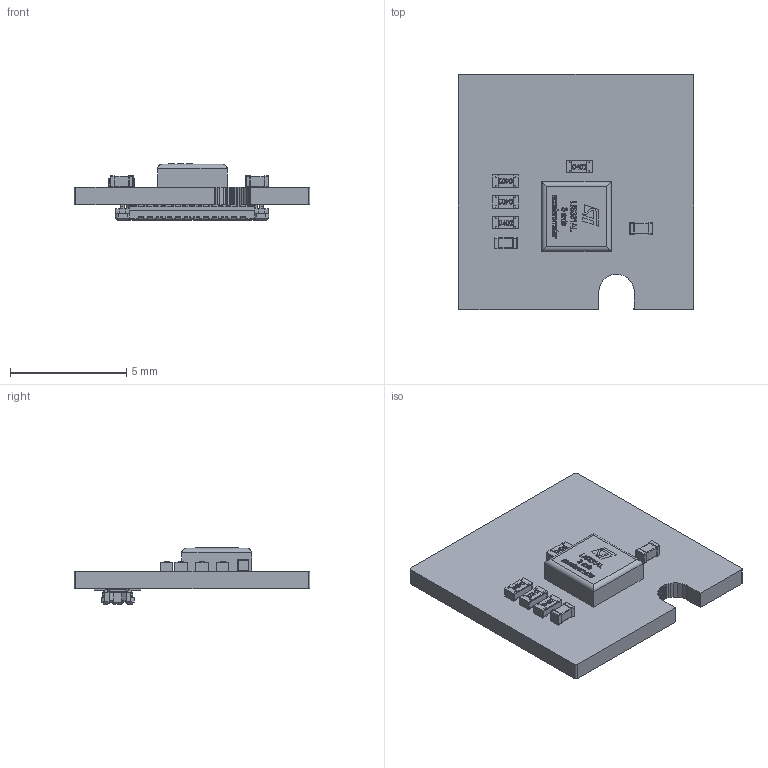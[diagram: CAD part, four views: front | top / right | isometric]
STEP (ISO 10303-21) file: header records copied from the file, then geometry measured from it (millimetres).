
FILE_DESCRIPTION(('Open CASCADE Model'),'2;1');
FILE_NAME('Open CASCADE Shape Model','2020-06-01T18:13:41',('Author'),( 'Open CASCADE'),'Open CASCADE STEP processor 6.8','Open CASCADE 6.8' ,'Unknown');
FILE_SCHEMA(('AUTOMOTIVE_DESIGN { 1 0 10303 214 1 1 1 1 }'));
Length unit declared in the file: millimetre
Products named in the file (16): PCB; Board; Open CASCADE STEP translator 6.8 3.1.1; Open CASCADE STEP translator 6.8 3.1.1.1; C2; C0402; C1; R6; RES_1005-0402; R8; R7; R5; U2; LGA16_3X3; J2; axe624124
Assembly tree (19 placements, depth 4):
  PCB
    Board
      Open CASCADE STEP translator 6.8 3.1.1
        Open CASCADE STEP translator 6.8 3.1.1.1
    C2
      C0402
    C1
      C0402
    R6
      RES_1005-0402
    R8
      RES_1005-0402
    R7
      RES_1005-0402
    R5
      RES_1005-0402
    U2
      LGA16_3X3
    J2
      axe624124
Bounding box: 10.15 x 10.15 x 2.41 mm (x, y, z)
Volume: 89 mm3; surface area: 324.7 mm2
Topology: 21 solids, 21 shells, 1522 faces, 3986 edges, 2578 vertices
Faces by surface type: plane 1019, bspline 318, cylinder 141, sphere 36, cone 4, torus 4
Entity records: 49207 total; most frequent: CARTESIAN_POINT 19749, ORIENTED_EDGE 6270, DIRECTION 4841, EDGE_CURVE 3135, LINE 2369, VECTOR 2369, VERTEX_POINT 2046, FACE_BOUND 1247
